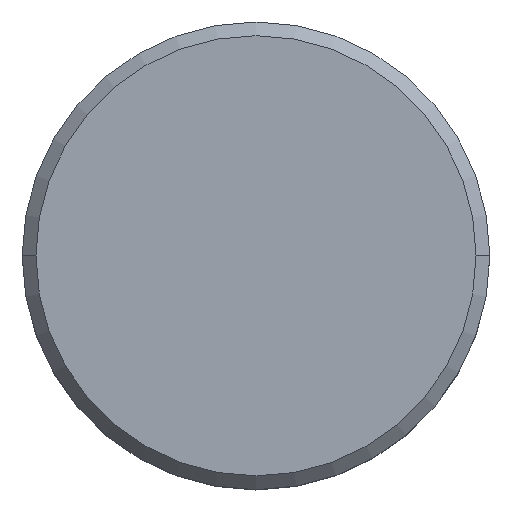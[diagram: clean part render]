
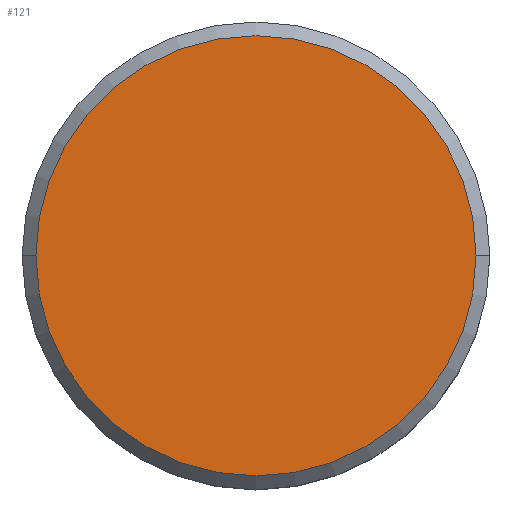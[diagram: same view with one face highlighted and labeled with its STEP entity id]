
A CAD part, top view. The second image highlights one B-rep face of the part: STEP entity #121.
In plain terms, the highlighted planar face has unit normal (0, 0, 1).
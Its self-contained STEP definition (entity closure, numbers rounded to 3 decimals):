
#12 = VERTEX_POINT ( 'NONE', #132 ) ;
#27 = EDGE_LOOP ( 'NONE', ( #463, #412 ) ) ;
#48 = CARTESIAN_POINT ( 'NONE',  ( 0., 0., 0. ) ) ;
#57 = EDGE_CURVE ( 'NONE', #240, #12, #423, .T. ) ;
#63 = AXIS2_PLACEMENT_3D ( 'NONE', #48, #233, #138 ) ;
#118 = PLANE ( 'NONE',  #384 ) ;
#121 = ADVANCED_FACE ( 'NONE', ( #550 ), #118, .T. ) ;
#132 = CARTESIAN_POINT ( 'NONE',  ( 8., 0., 0. ) ) ;
#138 = DIRECTION ( 'NONE',  ( 1., 0., 0. ) ) ;
#159 = CARTESIAN_POINT ( 'NONE',  ( -8., 0., 0. ) ) ;
#165 = AXIS2_PLACEMENT_3D ( 'NONE', #536, #396, #546 ) ;
#233 = DIRECTION ( 'NONE',  ( 0., 0., 1. ) ) ;
#240 = VERTEX_POINT ( 'NONE', #159 ) ;
#256 = DIRECTION ( 'NONE',  ( 0., 0., 1. ) ) ;
#314 = EDGE_CURVE ( 'NONE', #12, #240, #533, .T. ) ;
#384 = AXIS2_PLACEMENT_3D ( 'NONE', #442, #256, #439 ) ;
#396 = DIRECTION ( 'NONE',  ( 0., 0., 1. ) ) ;
#412 = ORIENTED_EDGE ( 'NONE', *, *, #314, .T. ) ;
#423 = CIRCLE ( 'NONE', #165, 8. ) ;
#439 = DIRECTION ( 'NONE',  ( 1., 0., 0. ) ) ;
#442 = CARTESIAN_POINT ( 'NONE',  ( 0., 0., 0. ) ) ;
#463 = ORIENTED_EDGE ( 'NONE', *, *, #57, .T. ) ;
#533 = CIRCLE ( 'NONE', #63, 8. ) ;
#536 = CARTESIAN_POINT ( 'NONE',  ( 0., 0., 0. ) ) ;
#546 = DIRECTION ( 'NONE',  ( 1., 0., 0. ) ) ;
#550 = FACE_OUTER_BOUND ( 'NONE', #27, .T. ) ;
